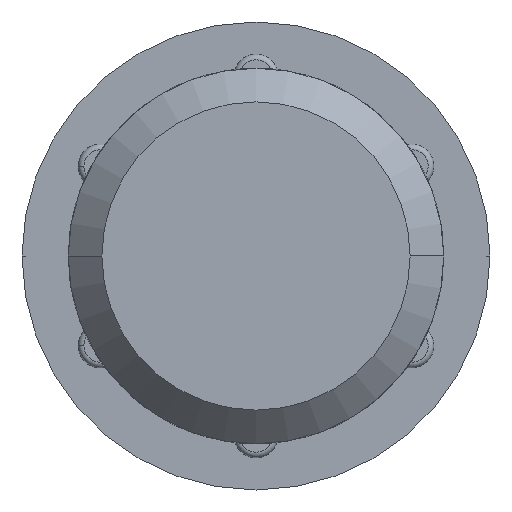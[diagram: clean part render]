
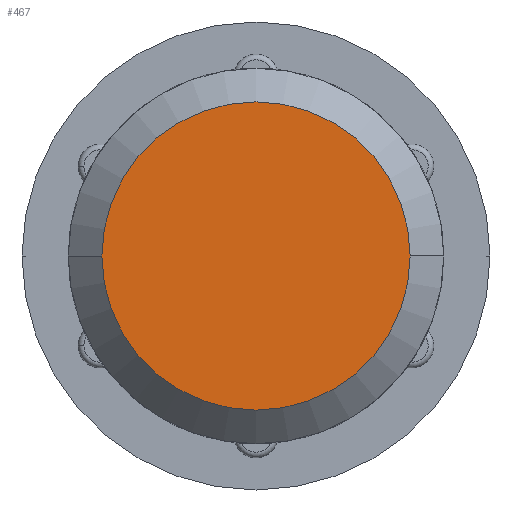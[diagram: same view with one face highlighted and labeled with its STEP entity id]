
A CAD part, front view. The second image highlights one B-rep face of the part: STEP entity #467.
In plain terms, the highlighted planar face has unit normal (0, -1, 0).
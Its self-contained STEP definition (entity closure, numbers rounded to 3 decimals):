
#62 = PLANE ( 'NONE',  #253 ) ;
#135 = DIRECTION ( 'NONE',  ( -1., 0., 0. ) ) ;
#136 = DIRECTION ( 'NONE',  ( 0., 1., 0. ) ) ;
#137 = CARTESIAN_POINT ( 'NONE',  ( 0., -0.5, 0. ) ) ;
#191 = CARTESIAN_POINT ( 'NONE',  ( 5.5, -0.5, 0. ) ) ;
#214 = DIRECTION ( 'NONE',  ( -1., 0., 0. ) ) ;
#215 = DIRECTION ( 'NONE',  ( 0., 1., 0. ) ) ;
#253 = AXIS2_PLACEMENT_3D ( 'NONE', #191, #215, #214 ) ;
#271 = AXIS2_PLACEMENT_3D ( 'NONE', #137, #136, #135 ) ;
#303 = AXIS2_PLACEMENT_3D ( 'NONE', #1110, #1109, #1108 ) ;
#342 = EDGE_CURVE ( 'NONE', #645, #648, #1061, .T. ) ;
#394 = EDGE_CURVE ( 'NONE', #648, #645, #715, .T. ) ;
#467 = ADVANCED_FACE ( 'NONE', ( #741 ), #62, .F. ) ;
#535 = CARTESIAN_POINT ( 'NONE',  ( -5.5, -0.5, 0. ) ) ;
#538 = CARTESIAN_POINT ( 'NONE',  ( 5.5, -0.5, 0. ) ) ;
#645 = VERTEX_POINT ( 'NONE', #535 ) ;
#648 = VERTEX_POINT ( 'NONE', #538 ) ;
#715 = CIRCLE ( 'NONE', #271, 5.5 ) ;
#741 = FACE_OUTER_BOUND ( 'NONE', #1034, .T. ) ;
#1034 = EDGE_LOOP ( 'NONE', ( #1093, #1088 ) ) ;
#1061 = CIRCLE ( 'NONE', #303, 5.5 ) ;
#1088 = ORIENTED_EDGE ( 'NONE', *, *, #394, .F. ) ;
#1093 = ORIENTED_EDGE ( 'NONE', *, *, #342, .F. ) ;
#1108 = DIRECTION ( 'NONE',  ( -1., 0., 0. ) ) ;
#1109 = DIRECTION ( 'NONE',  ( 0., 1., 0. ) ) ;
#1110 = CARTESIAN_POINT ( 'NONE',  ( 0., -0.5, 0. ) ) ;
